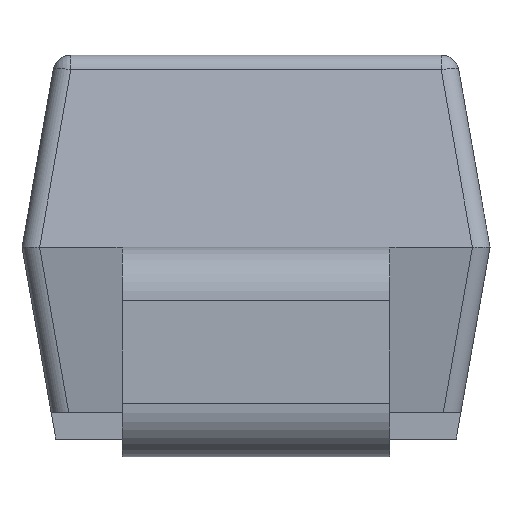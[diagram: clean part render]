
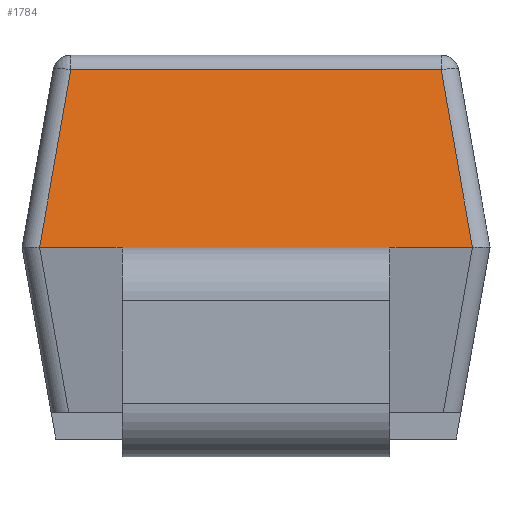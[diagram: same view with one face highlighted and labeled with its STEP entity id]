
A CAD part, left-side view. The second image highlights one B-rep face of the part: STEP entity #1784.
In plain terms, the highlighted planar face has unit normal (-0.985, 0, 0.174).
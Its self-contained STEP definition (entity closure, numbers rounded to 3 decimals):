
#94 = DIRECTION ( 'NONE',  ( 0., -1., 0. ) ) ;
#185 = CARTESIAN_POINT ( 'NONE',  ( -2.125, 1.31, 0. ) ) ;
#299 = LINE ( 'NONE', #5122, #5675 ) ;
#351 = EDGE_CURVE ( 'NONE', #2727, #2935, #3582, .T. ) ;
#460 = CARTESIAN_POINT ( 'NONE',  ( -2.125, -0.75, 0. ) ) ;
#575 = DIRECTION ( 'NONE',  ( -0.985, 0., 0.174 ) ) ;
#615 = CARTESIAN_POINT ( 'NONE',  ( -1.95, 1.037, 0.992 ) ) ;
#820 = CARTESIAN_POINT ( 'NONE',  ( -2.125, 0.75, 0. ) ) ;
#1116 = AXIS2_PLACEMENT_3D ( 'NONE', #2865, #575, #2000 ) ;
#1156 = CARTESIAN_POINT ( 'NONE',  ( -2.051, -1.138, 0.419 ) ) ;
#1260 = VECTOR ( 'NONE', #2177, 1000. ) ;
#1355 = EDGE_CURVE ( 'NONE', #2935, #4641, #299, .T. ) ;
#1511 = EDGE_LOOP ( 'NONE', ( #4510, #5464, #2271, #4912, #5292, #5413 ) ) ;
#1568 = CARTESIAN_POINT ( 'NONE',  ( -1.95, -1.037, 0.992 ) ) ;
#1635 = VERTEX_POINT ( 'NONE', #820 ) ;
#1784 = ADVANCED_FACE ( 'NONE', ( #4151 ), #4275, .T. ) ;
#2000 = DIRECTION ( 'NONE',  ( 0.174, 0., 0.985 ) ) ;
#2035 = LINE ( 'NONE', #185, #2970 ) ;
#2177 = DIRECTION ( 'NONE',  ( 0., -1., 0. ) ) ;
#2213 = CARTESIAN_POINT ( 'NONE',  ( -2.125, 1.31, 0. ) ) ;
#2271 = ORIENTED_EDGE ( 'NONE', *, *, #4752, .T. ) ;
#2727 = VERTEX_POINT ( 'NONE', #3149 ) ;
#2811 = LINE ( 'NONE', #2840, #2893 ) ;
#2840 = CARTESIAN_POINT ( 'NONE',  ( -2.125, 1.31, 0. ) ) ;
#2865 = CARTESIAN_POINT ( 'NONE',  ( -2.125, 1.31, 0. ) ) ;
#2893 = VECTOR ( 'NONE', #94, 1000. ) ;
#2894 = EDGE_CURVE ( 'NONE', #1635, #3112, #2035, .T. ) ;
#2935 = VERTEX_POINT ( 'NONE', #1568 ) ;
#2953 = LINE ( 'NONE', #3549, #3019 ) ;
#2970 = VECTOR ( 'NONE', #5150, 1000. ) ;
#3019 = VECTOR ( 'NONE', #3571, 1000. ) ;
#3112 = VERTEX_POINT ( 'NONE', #460 ) ;
#3149 = CARTESIAN_POINT ( 'NONE',  ( -2.125, -1.212, 0. ) ) ;
#3489 = EDGE_CURVE ( 'NONE', #3112, #2727, #5369, .T. ) ;
#3549 = CARTESIAN_POINT ( 'NONE',  ( -2.128, 1.214, -0.016 ) ) ;
#3571 = DIRECTION ( 'NONE',  ( -0.171, 0.171, -0.97 ) ) ;
#3582 = LINE ( 'NONE', #1156, #4822 ) ;
#3770 = VERTEX_POINT ( 'NONE', #4094 ) ;
#4094 = CARTESIAN_POINT ( 'NONE',  ( -2.125, 1.212, 0. ) ) ;
#4151 = FACE_OUTER_BOUND ( 'NONE', #1511, .T. ) ;
#4266 = DIRECTION ( 'NONE',  ( 0., 1., 0. ) ) ;
#4275 = PLANE ( 'NONE',  #1116 ) ;
#4378 = DIRECTION ( 'NONE',  ( 0.171, 0.171, 0.97 ) ) ;
#4510 = ORIENTED_EDGE ( 'NONE', *, *, #1355, .T. ) ;
#4641 = VERTEX_POINT ( 'NONE', #615 ) ;
#4752 = EDGE_CURVE ( 'NONE', #3770, #1635, #2811, .T. ) ;
#4772 = EDGE_CURVE ( 'NONE', #4641, #3770, #2953, .T. ) ;
#4822 = VECTOR ( 'NONE', #4378, 1000. ) ;
#4912 = ORIENTED_EDGE ( 'NONE', *, *, #2894, .T. ) ;
#5122 = CARTESIAN_POINT ( 'NONE',  ( -1.95, 1.12, 0.992 ) ) ;
#5150 = DIRECTION ( 'NONE',  ( 0., -1., 0. ) ) ;
#5292 = ORIENTED_EDGE ( 'NONE', *, *, #3489, .T. ) ;
#5369 = LINE ( 'NONE', #2213, #1260 ) ;
#5413 = ORIENTED_EDGE ( 'NONE', *, *, #351, .T. ) ;
#5464 = ORIENTED_EDGE ( 'NONE', *, *, #4772, .T. ) ;
#5675 = VECTOR ( 'NONE', #4266, 1000. ) ;
